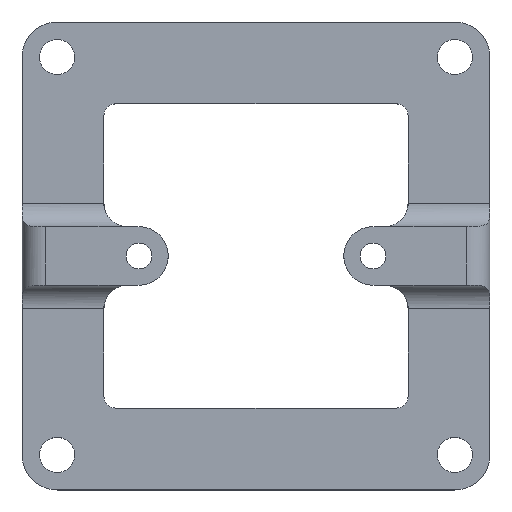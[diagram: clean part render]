
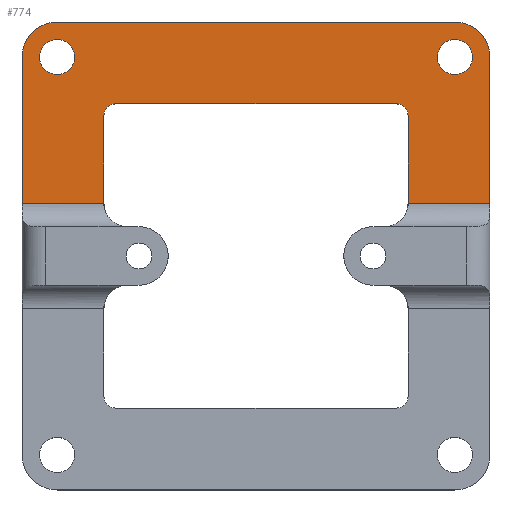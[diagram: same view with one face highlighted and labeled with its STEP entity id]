
A CAD part, top view. The second image highlights one B-rep face of the part: STEP entity #774.
In plain terms, the highlighted planar face has unit normal (0, 0, 1).
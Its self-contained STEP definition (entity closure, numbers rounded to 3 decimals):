
#3 = VERTEX_POINT ( 'NONE', #1343 ) ;
#17 = DIRECTION ( 'NONE',  ( 0., -1., 0. ) ) ;
#19 = AXIS2_PLACEMENT_3D ( 'NONE', #1034, #1460, #1052 ) ;
#35 = DIRECTION ( 'NONE',  ( 0., 1., 0. ) ) ;
#42 = CARTESIAN_POINT ( 'NONE',  ( -18.5, 17., 2. ) ) ;
#49 = CARTESIAN_POINT ( 'NONE',  ( -20., 17., 2. ) ) ;
#53 = DIRECTION ( 'NONE',  ( 0., -1., 0. ) ) ;
#54 = EDGE_CURVE ( 'NONE', #1344, #1327, #1240, .T. ) ;
#67 = DIRECTION ( 'NONE',  ( 0., 0., 1. ) ) ;
#70 = LINE ( 'NONE', #1450, #1032 ) ;
#83 = CARTESIAN_POINT ( 'NONE',  ( 13., 4.5, 2. ) ) ;
#113 = EDGE_CURVE ( 'NONE', #1269, #1749, #580, .T. ) ;
#120 = VERTEX_POINT ( 'NONE', #439 ) ;
#137 = DIRECTION ( 'NONE',  ( 0., 0., 1. ) ) ;
#149 = CARTESIAN_POINT ( 'NONE',  ( 17., 17., 2. ) ) ;
#150 = VERTEX_POINT ( 'NONE', #42 ) ;
#154 = DIRECTION ( 'NONE',  ( 1., 0., 0. ) ) ;
#155 = EDGE_CURVE ( 'NONE', #120, #1344, #489, .T. ) ;
#157 = VERTEX_POINT ( 'NONE', #49 ) ;
#165 = CIRCLE ( 'NONE', #756, 3. ) ;
#173 = LINE ( 'NONE', #1153, #926 ) ;
#176 = CARTESIAN_POINT ( 'NONE',  ( -17., 17., 2. ) ) ;
#184 = CARTESIAN_POINT ( 'NONE',  ( 20., -17., 2. ) ) ;
#186 = DIRECTION ( 'NONE',  ( 0., 0., -1. ) ) ;
#188 = DIRECTION ( 'NONE',  ( 1., 0., 0. ) ) ;
#197 = DIRECTION ( 'NONE',  ( 0., 0., 1. ) ) ;
#212 = CARTESIAN_POINT ( 'NONE',  ( -13., 4.5, 2. ) ) ;
#214 = DIRECTION ( 'NONE',  ( 0., 1., 0. ) ) ;
#236 = ORIENTED_EDGE ( 'NONE', *, *, #113, .T. ) ;
#240 = ORIENTED_EDGE ( 'NONE', *, *, #754, .T. ) ;
#267 = DIRECTION ( 'NONE',  ( 1., 0., 0. ) ) ;
#272 = CARTESIAN_POINT ( 'NONE',  ( -13., -13., 2. ) ) ;
#289 = CIRCLE ( 'NONE', #555, 1.5 ) ;
#311 = CARTESIAN_POINT ( 'NONE',  ( -13., 4.5, 2. ) ) ;
#324 = EDGE_CURVE ( 'NONE', #996, #157, #165, .T. ) ;
#348 = AXIS2_PLACEMENT_3D ( 'NONE', #176, #858, #154 ) ;
#355 = CARTESIAN_POINT ( 'NONE',  ( -17., -17., 2. ) ) ;
#357 = VECTOR ( 'NONE', #694, 1000. ) ;
#360 = EDGE_LOOP ( 'NONE', ( #598, #1264 ) ) ;
#370 = CIRCLE ( 'NONE', #1223, 1. ) ;
#375 = ORIENTED_EDGE ( 'NONE', *, *, #155, .T. ) ;
#379 = DIRECTION ( 'NONE',  ( 0., 0., 1. ) ) ;
#381 = ORIENTED_EDGE ( 'NONE', *, *, #697, .F. ) ;
#406 = CARTESIAN_POINT ( 'NONE',  ( 17., 17., 2. ) ) ;
#409 = ORIENTED_EDGE ( 'NONE', *, *, #1780, .F. ) ;
#439 = CARTESIAN_POINT ( 'NONE',  ( 20., 4.5, 2. ) ) ;
#450 = ORIENTED_EDGE ( 'NONE', *, *, #525, .T. ) ;
#459 = CARTESIAN_POINT ( 'NONE',  ( 13., 12., 2. ) ) ;
#460 = DIRECTION ( 'NONE',  ( -1., 0., 0. ) ) ;
#473 = AXIS2_PLACEMENT_3D ( 'NONE', #149, #137, #267 ) ;
#489 = LINE ( 'NONE', #184, #682 ) ;
#505 = VERTEX_POINT ( 'NONE', #935 ) ;
#508 = ORIENTED_EDGE ( 'NONE', *, *, #54, .T. ) ;
#525 = EDGE_CURVE ( 'NONE', #981, #1216, #1400, .T. ) ;
#527 = VERTEX_POINT ( 'NONE', #83 ) ;
#555 = AXIS2_PLACEMENT_3D ( 'NONE', #1720, #379, #1594 ) ;
#580 = LINE ( 'NONE', #311, #357 ) ;
#589 = CIRCLE ( 'NONE', #348, 1.5 ) ;
#598 = ORIENTED_EDGE ( 'NONE', *, *, #1113, .F. ) ;
#628 = LINE ( 'NONE', #1155, #877 ) ;
#632 = CARTESIAN_POINT ( 'NONE',  ( -20., 4.5, 2. ) ) ;
#637 = CARTESIAN_POINT ( 'NONE',  ( 13., 13., 2. ) ) ;
#653 = EDGE_CURVE ( 'NONE', #937, #150, #589, .T. ) ;
#658 = EDGE_LOOP ( 'NONE', ( #679, #240, #375, #508, #863, #1620, #1097, #236, #381, #1617, #409, #450 ) ) ;
#668 = AXIS2_PLACEMENT_3D ( 'NONE', #406, #834, #1630 ) ;
#679 = ORIENTED_EDGE ( 'NONE', *, *, #1207, .F. ) ;
#682 = VECTOR ( 'NONE', #214, 1000. ) ;
#691 = VERTEX_POINT ( 'NONE', #847 ) ;
#694 = DIRECTION ( 'NONE',  ( 1., 0., 0. ) ) ;
#697 = EDGE_CURVE ( 'NONE', #3, #1749, #1253, .T. ) ;
#747 = DIRECTION ( 'NONE',  ( -1., 0., 0. ) ) ;
#754 = EDGE_CURVE ( 'NONE', #527, #120, #628, .T. ) ;
#756 = AXIS2_PLACEMENT_3D ( 'NONE', #770, #67, #188 ) ;
#760 = CARTESIAN_POINT ( 'NONE',  ( -12., 12., 2. ) ) ;
#770 = CARTESIAN_POINT ( 'NONE',  ( -17., 17., 2. ) ) ;
#772 = FACE_OUTER_BOUND ( 'NONE', #658, .T. ) ;
#774 = ADVANCED_FACE ( 'NONE', ( #884, #1023, #772 ), #1161, .F. ) ;
#790 = CARTESIAN_POINT ( 'NONE',  ( -15.5, 17., 2. ) ) ;
#800 = CARTESIAN_POINT ( 'NONE',  ( 12., 13., 2. ) ) ;
#801 = EDGE_CURVE ( 'NONE', #157, #1269, #1716, .T. ) ;
#806 = ORIENTED_EDGE ( 'NONE', *, *, #653, .F. ) ;
#834 = DIRECTION ( 'NONE',  ( 0., 0., 1. ) ) ;
#838 = VERTEX_POINT ( 'NONE', #1014 ) ;
#845 = EDGE_CURVE ( 'NONE', #1327, #996, #70, .T. ) ;
#847 = CARTESIAN_POINT ( 'NONE',  ( 18.5, 17., 2. ) ) ;
#858 = DIRECTION ( 'NONE',  ( 0., 0., 1. ) ) ;
#863 = ORIENTED_EDGE ( 'NONE', *, *, #845, .T. ) ;
#877 = VECTOR ( 'NONE', #1553, 1000. ) ;
#884 = FACE_BOUND ( 'NONE', #995, .T. ) ;
#926 = VECTOR ( 'NONE', #35, 1000. ) ;
#928 = CARTESIAN_POINT ( 'NONE',  ( 20., 17., 2. ) ) ;
#935 = CARTESIAN_POINT ( 'NONE',  ( -12., 13., 2. ) ) ;
#937 = VERTEX_POINT ( 'NONE', #790 ) ;
#981 = VERTEX_POINT ( 'NONE', #800 ) ;
#984 = CIRCLE ( 'NONE', #1433, 1.5 ) ;
#995 = EDGE_LOOP ( 'NONE', ( #1596, #806 ) ) ;
#996 = VERTEX_POINT ( 'NONE', #1048 ) ;
#1007 = CIRCLE ( 'NONE', #668, 1.5 ) ;
#1014 = CARTESIAN_POINT ( 'NONE',  ( 15.5, 17., 2. ) ) ;
#1023 = FACE_BOUND ( 'NONE', #360, .T. ) ;
#1030 = CARTESIAN_POINT ( 'NONE',  ( -20., -17., 2. ) ) ;
#1032 = VECTOR ( 'NONE', #460, 1000. ) ;
#1034 = CARTESIAN_POINT ( 'NONE',  ( 12., 12., 2. ) ) ;
#1048 = CARTESIAN_POINT ( 'NONE',  ( -17., 20., 2. ) ) ;
#1052 = DIRECTION ( 'NONE',  ( -1., 0., 0. ) ) ;
#1083 = VECTOR ( 'NONE', #17, 1000. ) ;
#1097 = ORIENTED_EDGE ( 'NONE', *, *, #801, .T. ) ;
#1113 = EDGE_CURVE ( 'NONE', #838, #691, #1007, .T. ) ;
#1153 = CARTESIAN_POINT ( 'NONE',  ( 13., -13., 2. ) ) ;
#1155 = CARTESIAN_POINT ( 'NONE',  ( 20., 4.5, 2. ) ) ;
#1161 = PLANE ( 'NONE',  #1170 ) ;
#1170 = AXIS2_PLACEMENT_3D ( 'NONE', #355, #1416, #1288 ) ;
#1171 = DIRECTION ( 'NONE',  ( -1., 0., 0. ) ) ;
#1176 = EDGE_CURVE ( 'NONE', #3, #505, #370, .T. ) ;
#1207 = EDGE_CURVE ( 'NONE', #527, #1216, #173, .T. ) ;
#1216 = VERTEX_POINT ( 'NONE', #459 ) ;
#1223 = AXIS2_PLACEMENT_3D ( 'NONE', #760, #186, #747 ) ;
#1240 = CIRCLE ( 'NONE', #473, 3. ) ;
#1253 = LINE ( 'NONE', #272, #1083 ) ;
#1255 = EDGE_CURVE ( 'NONE', #691, #838, #984, .T. ) ;
#1264 = ORIENTED_EDGE ( 'NONE', *, *, #1255, .F. ) ;
#1269 = VERTEX_POINT ( 'NONE', #632 ) ;
#1288 = DIRECTION ( 'NONE',  ( -1., 0., 0. ) ) ;
#1308 = EDGE_CURVE ( 'NONE', #150, #937, #289, .T. ) ;
#1327 = VERTEX_POINT ( 'NONE', #1586 ) ;
#1343 = CARTESIAN_POINT ( 'NONE',  ( -13., 12., 2. ) ) ;
#1344 = VERTEX_POINT ( 'NONE', #928 ) ;
#1400 = CIRCLE ( 'NONE', #19, 1. ) ;
#1405 = DIRECTION ( 'NONE',  ( 1., 0., 0. ) ) ;
#1416 = DIRECTION ( 'NONE',  ( 0., 0., -1. ) ) ;
#1433 = AXIS2_PLACEMENT_3D ( 'NONE', #1696, #197, #1405 ) ;
#1450 = CARTESIAN_POINT ( 'NONE',  ( 17., 20., 2. ) ) ;
#1460 = DIRECTION ( 'NONE',  ( 0., 0., -1. ) ) ;
#1463 = VECTOR ( 'NONE', #1171, 1000. ) ;
#1553 = DIRECTION ( 'NONE',  ( 1., 0., 0. ) ) ;
#1577 = LINE ( 'NONE', #637, #1463 ) ;
#1586 = CARTESIAN_POINT ( 'NONE',  ( 17., 20., 2. ) ) ;
#1594 = DIRECTION ( 'NONE',  ( 1., 0., 0. ) ) ;
#1596 = ORIENTED_EDGE ( 'NONE', *, *, #1308, .F. ) ;
#1617 = ORIENTED_EDGE ( 'NONE', *, *, #1176, .T. ) ;
#1620 = ORIENTED_EDGE ( 'NONE', *, *, #324, .T. ) ;
#1630 = DIRECTION ( 'NONE',  ( 1., 0., 0. ) ) ;
#1662 = VECTOR ( 'NONE', #53, 1000. ) ;
#1696 = CARTESIAN_POINT ( 'NONE',  ( 17., 17., 2. ) ) ;
#1716 = LINE ( 'NONE', #1030, #1662 ) ;
#1720 = CARTESIAN_POINT ( 'NONE',  ( -17., 17., 2. ) ) ;
#1749 = VERTEX_POINT ( 'NONE', #212 ) ;
#1780 = EDGE_CURVE ( 'NONE', #981, #505, #1577, .T. ) ;
